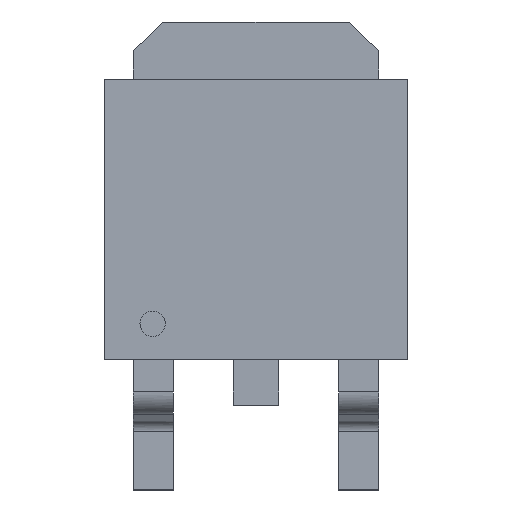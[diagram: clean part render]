
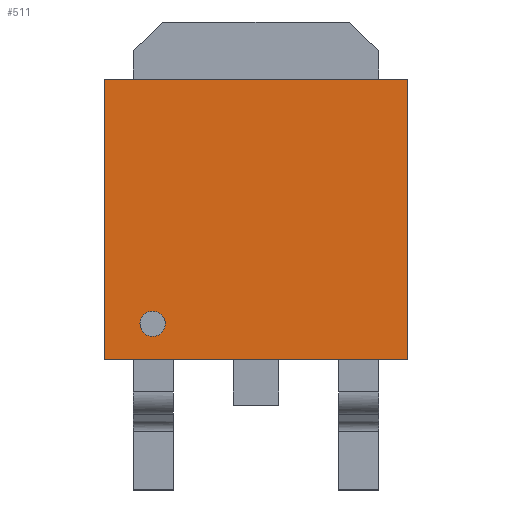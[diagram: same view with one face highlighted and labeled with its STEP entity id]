
A CAD part, top view. The second image highlights one B-rep face of the part: STEP entity #511.
In plain terms, the highlighted free-form (B-spline) face has degree [1, 1] with [2, 2] control points.
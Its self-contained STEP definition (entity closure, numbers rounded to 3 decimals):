
#480 = VERTEX_POINT('',#481);
#481 = CARTESIAN_POINT('',(-2.64,-3.042,
    3.026));
#486 = EDGE_CURVE('',#480,#487,#489,.T.);
#487 = VERTEX_POINT('',#488);
#488 = CARTESIAN_POINT('',(-3.373,-3.042,
    3.026));
#489 = ( BOUNDED_CURVE() B_SPLINE_CURVE(2,(#490,#491,#492,#493,#494),
.UNSPECIFIED.,.F.,.F.) B_SPLINE_CURVE_WITH_KNOTS((3,2,3),(0.,
1.571,3.142),.PIECEWISE_BEZIER_KNOTS.) CURVE() 
GEOMETRIC_REPRESENTATION_ITEM() RATIONAL_B_SPLINE_CURVE((1.,
0.707,1.,0.707,1.)) REPRESENTATION_ITEM('') );
#490 = CARTESIAN_POINT('',(-2.64,-3.042,
    3.026));
#491 = CARTESIAN_POINT('',(-2.64,-2.676,
    3.026));
#492 = CARTESIAN_POINT('',(-3.006,-2.676,
    3.026));
#493 = CARTESIAN_POINT('',(-3.373,-2.676,
    3.026));
#494 = CARTESIAN_POINT('',(-3.373,-3.042,
    3.026));
#511 = ADVANCED_FACE('',(#512,#523),#553,.T.);
#512 = FACE_BOUND('',#513,.T.);
#513 = EDGE_LOOP('',(#514,#522));
#514 = ORIENTED_EDGE('',*,*,#515,.F.);
#515 = EDGE_CURVE('',#487,#480,#516,.T.);
#516 = ( BOUNDED_CURVE() B_SPLINE_CURVE(2,(#517,#518,#519,#520,#521),
.UNSPECIFIED.,.F.,.F.) B_SPLINE_CURVE_WITH_KNOTS((3,2,3),(3.142,
4.712,6.283),.PIECEWISE_BEZIER_KNOTS.) CURVE() 
GEOMETRIC_REPRESENTATION_ITEM() RATIONAL_B_SPLINE_CURVE((1.,
0.707,1.,0.707,1.)) REPRESENTATION_ITEM('') );
#517 = CARTESIAN_POINT('',(-3.373,-3.042,
    3.026));
#518 = CARTESIAN_POINT('',(-3.373,-3.409,
    3.026));
#519 = CARTESIAN_POINT('',(-3.006,-3.409,
    3.026));
#520 = CARTESIAN_POINT('',(-2.64,-3.409,
    3.026));
#521 = CARTESIAN_POINT('',(-2.64,-3.042,
    3.026));
#522 = ORIENTED_EDGE('',*,*,#486,.F.);
#523 = FACE_BOUND('',#524,.T.);
#524 = EDGE_LOOP('',(#525,#534,#541,#548));
#525 = ORIENTED_EDGE('',*,*,#526,.T.);
#526 = EDGE_CURVE('',#527,#529,#531,.T.);
#527 = VERTEX_POINT('',#528);
#528 = CARTESIAN_POINT('',(-4.406,-4.074,
    3.026));
#529 = VERTEX_POINT('',#530);
#530 = CARTESIAN_POINT('',(4.406,-4.074,3.026
    ));
#531 = B_SPLINE_CURVE_WITH_KNOTS('',1,(#532,#533),.UNSPECIFIED.,.F.,.F.,
  (2,2),(0.,6.732),.PIECEWISE_BEZIER_KNOTS.);
#532 = CARTESIAN_POINT('',(-4.406,-4.074,
    3.026));
#533 = CARTESIAN_POINT('',(4.406,-4.074,3.026
    ));
#534 = ORIENTED_EDGE('',*,*,#535,.T.);
#535 = EDGE_CURVE('',#529,#536,#538,.T.);
#536 = VERTEX_POINT('',#537);
#537 = CARTESIAN_POINT('',(4.406,4.074,3.026)
  );
#538 = B_SPLINE_CURVE_WITH_KNOTS('',1,(#539,#540),.UNSPECIFIED.,.F.,.F.,
  (2,2),(0.,6.224),.PIECEWISE_BEZIER_KNOTS.);
#539 = CARTESIAN_POINT('',(4.406,-4.074,3.026
    ));
#540 = CARTESIAN_POINT('',(4.406,4.074,3.026)
  );
#541 = ORIENTED_EDGE('',*,*,#542,.T.);
#542 = EDGE_CURVE('',#536,#543,#545,.T.);
#543 = VERTEX_POINT('',#544);
#544 = CARTESIAN_POINT('',(-4.406,4.074,3.026
    ));
#545 = B_SPLINE_CURVE_WITH_KNOTS('',1,(#546,#547),.UNSPECIFIED.,.F.,.F.,
  (2,2),(0.,6.732),.PIECEWISE_BEZIER_KNOTS.);
#546 = CARTESIAN_POINT('',(4.406,4.074,3.026)
  );
#547 = CARTESIAN_POINT('',(-4.406,4.074,3.026
    ));
#548 = ORIENTED_EDGE('',*,*,#549,.T.);
#549 = EDGE_CURVE('',#543,#527,#550,.T.);
#550 = B_SPLINE_CURVE_WITH_KNOTS('',1,(#551,#552),.UNSPECIFIED.,.F.,.F.,
  (2,2),(0.,6.224),.PIECEWISE_BEZIER_KNOTS.);
#551 = CARTESIAN_POINT('',(-4.406,4.074,3.026
    ));
#552 = CARTESIAN_POINT('',(-4.406,-4.074,
    3.026));
#553 = B_SPLINE_SURFACE_WITH_KNOTS('',1,1,(
    (#554,#555)
    ,(#556,#557
    )),.UNSPECIFIED.,.F.,.F.,.F.,(2,2),(2,2),(0.,6.732),(0.,6.224),
  .PIECEWISE_BEZIER_KNOTS.);
#554 = CARTESIAN_POINT('',(-4.406,-4.074,
    3.026));
#555 = CARTESIAN_POINT('',(-4.406,4.074,3.026
    ));
#556 = CARTESIAN_POINT('',(4.406,-4.074,3.026
    ));
#557 = CARTESIAN_POINT('',(4.406,4.074,3.026)
  );
